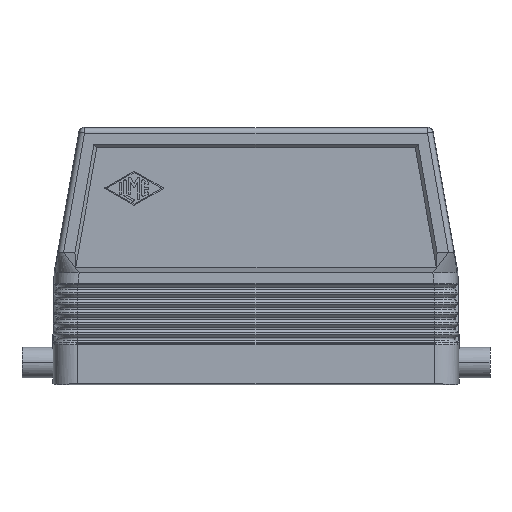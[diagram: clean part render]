
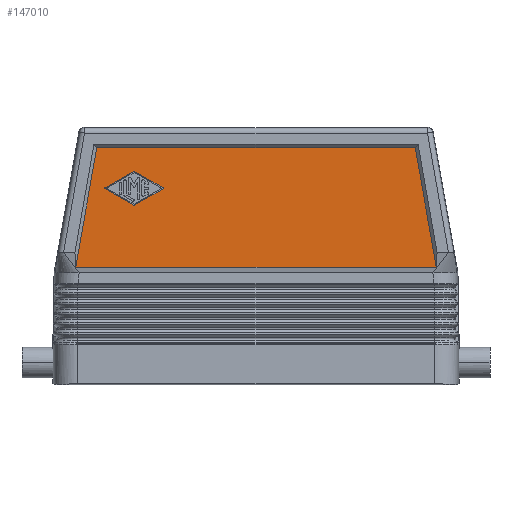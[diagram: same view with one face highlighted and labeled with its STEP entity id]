
A CAD part, left-side view. The second image highlights one B-rep face of the part: STEP entity #147010.
In plain terms, the highlighted planar face has unit normal (-1, 0, 0).
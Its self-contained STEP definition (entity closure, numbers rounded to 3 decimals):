
#145650=CARTESIAN_POINT('',(374.083,-22.843,
34.87));
#145660=VERTEX_POINT('',#145650);
#145690=CARTESIAN_POINT('',(374.083,-26.831,
12.233));
#145700=DIRECTION('',(0.,0.174,0.985));
#145710=VECTOR('',#145700,1.);
#145720=LINE('',#145690,#145710);
#145730=CARTESIAN_POINT('',(374.083,-16.613,
70.233));
#145740=VERTEX_POINT('',#145730);
#145750=EDGE_CURVE('',#145660,#145740,#145720,.T.);
#146010=CARTESIAN_POINT('',(374.083,-12.317,
48.893));
#146020=DIRECTION('',(1.,0.,0.));
#146030=DIRECTION('',(0.,1.,0.));
#146040=AXIS2_PLACEMENT_3D('',#146010,#146020,#146030);
#146050=PLANE('',#146040);
#146060=CARTESIAN_POINT('',(374.083,57.907,
58.233));
#146070=DIRECTION('',(-1.,0.,0.));
#146080=DIRECTION('',(0.,-1.,0.));
#146090=AXIS2_PLACEMENT_3D('',#146060,#146070,#146080);
#146100=CIRCLE('',#146090,0.167);
#146110=CARTESIAN_POINT('',(374.083,57.824,
58.088));
#146120=VERTEX_POINT('',#146110);
#146130=CARTESIAN_POINT('',(374.083,57.824,
58.377));
#146140=VERTEX_POINT('',#146130);
#146150=EDGE_CURVE('',#146120,#146140,#146100,.T.);
#146160=ORIENTED_EDGE('',*,*,#146150,.F.);
#146170=CARTESIAN_POINT('',(374.083,70.873,
65.836));
#146180=DIRECTION('',(0.,-0.868,-0.496));
#146190=VECTOR('',#146180,1.);
#146200=LINE('',#146170,#146190);
#146210=CARTESIAN_POINT('',(374.083,66.241,
63.188));
#146220=VERTEX_POINT('',#146210);
#146230=EDGE_CURVE('',#146220,#146140,#146200,.T.);
#146240=ORIENTED_EDGE('',*,*,#146230,.T.);
#146250=CARTESIAN_POINT('',(374.083,66.406,
62.899));
#146260=DIRECTION('',(-1.,0.,0.));
#146270=DIRECTION('',(0.,-1.,0.));
#146280=AXIS2_PLACEMENT_3D('',#146250,#146260,#146270);
#146290=CIRCLE('',#146280,0.333);
#146300=CARTESIAN_POINT('',(374.083,66.572,
63.188));
#146310=VERTEX_POINT('',#146300);
#146320=EDGE_CURVE('',#146220,#146310,#146290,.T.);
#146330=ORIENTED_EDGE('',*,*,#146320,.F.);
#146340=CARTESIAN_POINT('',(374.083,70.873,
60.73));
#146350=DIRECTION('',(0.,-0.868,0.496));
#146360=VECTOR('',#146350,1.);
#146370=LINE('',#146340,#146360);
#146380=CARTESIAN_POINT('',(374.083,74.988,
58.377));
#146390=VERTEX_POINT('',#146380);
#146400=EDGE_CURVE('',#146390,#146310,#146370,.T.);
#146410=ORIENTED_EDGE('',*,*,#146400,.T.);
#146420=CARTESIAN_POINT('',(374.083,74.905,
58.233));
#146430=DIRECTION('',(-1.,0.,0.));
#146440=DIRECTION('',(0.,-1.,0.));
#146450=AXIS2_PLACEMENT_3D('',#146420,#146430,#146440);
#146460=CIRCLE('',#146450,0.167);
#146470=CARTESIAN_POINT('',(374.083,74.988,
58.088));
#146480=VERTEX_POINT('',#146470);
#146490=EDGE_CURVE('',#146390,#146480,#146460,.T.);
#146500=ORIENTED_EDGE('',*,*,#146490,.F.);
#146510=CARTESIAN_POINT('',(374.083,70.873,
55.735));
#146520=DIRECTION('',(0.,0.868,0.496));
#146530=VECTOR('',#146520,1.);
#146540=LINE('',#146510,#146530);
#146550=CARTESIAN_POINT('',(374.083,66.572,
53.277));
#146560=VERTEX_POINT('',#146550);
#146570=EDGE_CURVE('',#146560,#146480,#146540,.T.);
#146580=ORIENTED_EDGE('',*,*,#146570,.T.);
#146590=CARTESIAN_POINT('',(374.083,66.406,
53.566));
#146600=DIRECTION('',(-1.,0.,0.));
#146610=DIRECTION('',(0.,-1.,0.));
#146620=AXIS2_PLACEMENT_3D('',#146590,#146600,#146610);
#146630=CIRCLE('',#146620,0.333);
#146640=CARTESIAN_POINT('',(374.083,66.241,
53.277));
#146650=VERTEX_POINT('',#146640);
#146660=EDGE_CURVE('',#146560,#146650,#146630,.T.);
#146670=ORIENTED_EDGE('',*,*,#146660,.F.);
#146680=CARTESIAN_POINT('',(374.083,70.873,
50.63));
#146690=DIRECTION('',(0.,0.868,-0.496));
#146700=VECTOR('',#146690,1.);
#146710=LINE('',#146680,#146700);
#146720=EDGE_CURVE('',#146120,#146650,#146710,.T.);
#146730=ORIENTED_EDGE('',*,*,#146720,.T.);
#146740=EDGE_LOOP('',(#146730,#146670,#146580,#146500,#146410,#146330,
#146240,#146160));
#146750=FACE_BOUND('',#146740,.T.);
#146760=CARTESIAN_POINT('',(374.083,44.373,
34.87));
#146770=DIRECTION('',(0.,1.,0.));
#146780=VECTOR('',#146770,1.);
#146790=LINE('',#146760,#146780);
#146800=CARTESIAN_POINT('',(374.083,83.656,
34.87));
#146810=VERTEX_POINT('',#146800);
#146820=EDGE_CURVE('',#145660,#146810,#146790,.T.);
#146830=ORIENTED_EDGE('',*,*,#146820,.F.);
#146840=CARTESIAN_POINT('',(374.083,87.644,
12.233));
#146850=DIRECTION('',(0.,-0.174,0.985));
#146860=VECTOR('',#146850,1.);
#146870=LINE('',#146840,#146860);
#146880=CARTESIAN_POINT('',(374.083,77.426,
70.233));
#146890=VERTEX_POINT('',#146880);
#146900=EDGE_CURVE('',#146810,#146890,#146870,.T.);
#146910=ORIENTED_EDGE('',*,*,#146900,.F.);
#146920=CARTESIAN_POINT('',(374.083,44.373,
70.233));
#146930=DIRECTION('',(0.,1.,0.));
#146940=VECTOR('',#146930,1.);
#146950=LINE('',#146920,#146940);
#146960=EDGE_CURVE('',#145740,#146890,#146950,.T.);
#146970=ORIENTED_EDGE('',*,*,#146960,.T.);
#146980=ORIENTED_EDGE('',*,*,#145750,.T.);
#146990=EDGE_LOOP('',(#146980,#146970,#146910,#146830));
#147000=FACE_OUTER_BOUND('',#146990,.T.);
#147010=ADVANCED_FACE('',(#146750,#147000),#146050,.F.);
